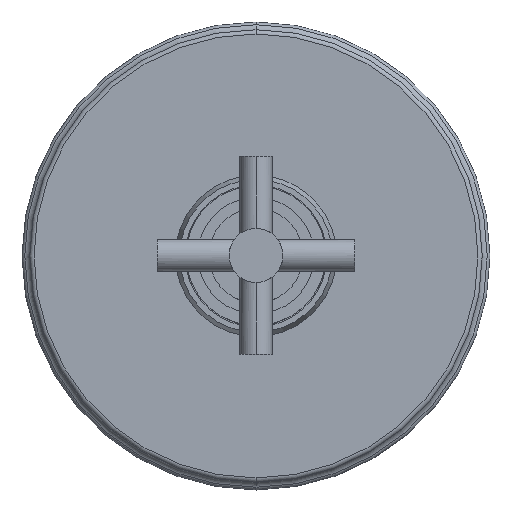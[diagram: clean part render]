
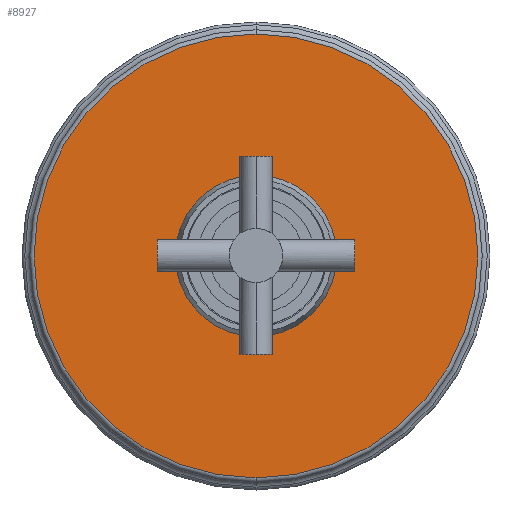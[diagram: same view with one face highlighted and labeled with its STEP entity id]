
A CAD part, top view. The second image highlights one B-rep face of the part: STEP entity #8927.
In plain terms, the highlighted planar face has unit normal (0, 0, 1).
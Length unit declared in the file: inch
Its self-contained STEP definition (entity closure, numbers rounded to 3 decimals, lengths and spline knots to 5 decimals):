
#1877=CARTESIAN_POINT('',(0.,0.,0.313));
#1878=DIRECTION('',(0.,0.,-1.));
#1879=DIRECTION('',(-1.,0.,0.));
#1880=AXIS2_PLACEMENT_3D('',#1877,#1878,#1879);
#1882=CARTESIAN_POINT('',(0.,0.,0.313));
#1883=DIRECTION('',(0.,0.,-1.));
#1884=DIRECTION('',(1.,0.,0.));
#1885=AXIS2_PLACEMENT_3D('',#1882,#1883,#1884);
#1887=CARTESIAN_POINT('',(0.,0.,0.313));
#1888=DIRECTION('',(0.,0.,1.));
#1889=DIRECTION('',(0.,-1.,0.));
#1890=AXIS2_PLACEMENT_3D('',#1887,#1888,#1889);
#1902=CARTESIAN_POINT('',(0.,0.,0.313));
#1903=DIRECTION('',(0.,0.,1.));
#1904=DIRECTION('',(0.,1.,0.));
#1905=AXIS2_PLACEMENT_3D('',#1902,#1903,#1904);
#5608=CARTESIAN_POINT('',(0.,-3.08284,0.313));
#5609=CARTESIAN_POINT('',(0.,3.08284,0.313));
#5610=VERTEX_POINT('',#5608);
#5611=VERTEX_POINT('',#5609);
#5616=CARTESIAN_POINT('',(-1.12,0.,0.313));
#5617=CARTESIAN_POINT('',(1.12,0.,0.313));
#5618=VERTEX_POINT('',#5616);
#5619=VERTEX_POINT('',#5617);
#8911=CARTESIAN_POINT('',(0.,0.,0.313));
#8912=DIRECTION('',(0.,0.,-1.));
#8913=DIRECTION('',(0.,-1.,0.));
#8914=AXIS2_PLACEMENT_3D('',#8911,#8912,#8913);
#8915=PLANE('',#8914);
#8917=ORIENTED_EDGE('',*,*,#8916,.F.);
#8919=ORIENTED_EDGE('',*,*,#8918,.F.);
#8920=EDGE_LOOP('',(#8917,#8919));
#8921=FACE_OUTER_BOUND('',#8920,.F.);
#8923=ORIENTED_EDGE('',*,*,#8922,.F.);
#8924=ORIENTED_EDGE('',*,*,#8901,.F.);
#8925=EDGE_LOOP('',(#8923,#8924));
#8926=FACE_BOUND('',#8925,.F.);
#8927=ADVANCED_FACE('',(#8921,#8926),#8915,.F.);
#1881=CIRCLE('',#1880,1.12);
#1886=CIRCLE('',#1885,1.12);
#1891=CIRCLE('',#1890,3.08284);
#1906=CIRCLE('',#1905,3.08284);
#8901=EDGE_CURVE('',#5619,#5618,#1886,.T.);
#8916=EDGE_CURVE('',#5610,#5611,#1891,.T.);
#8918=EDGE_CURVE('',#5611,#5610,#1906,.T.);
#8922=EDGE_CURVE('',#5618,#5619,#1881,.T.);
